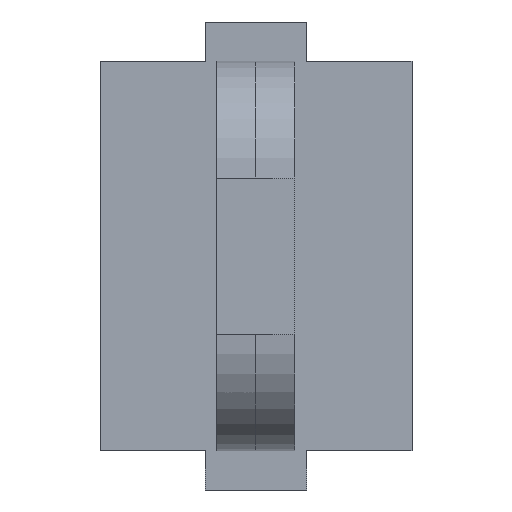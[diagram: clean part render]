
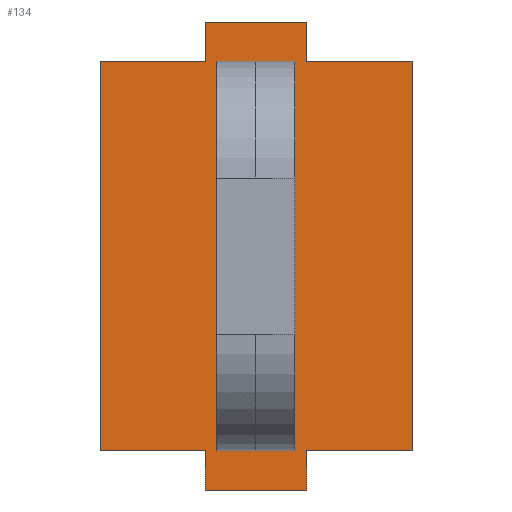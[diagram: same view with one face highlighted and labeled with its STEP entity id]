
A CAD part, left-side view. The second image highlights one B-rep face of the part: STEP entity #134.
In plain terms, the highlighted planar face has unit normal (-1, 0, 0).
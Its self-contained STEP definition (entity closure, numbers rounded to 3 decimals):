
#6 = LINE ( 'NONE', #537, #452 ) ;
#16 = CARTESIAN_POINT ( 'NONE',  ( -100., 10., -50. ) ) ;
#31 = DIRECTION ( 'NONE',  ( 0., 0., 1. ) ) ;
#37 = DIRECTION ( 'NONE',  ( 0., 0., -1. ) ) ;
#42 = CARTESIAN_POINT ( 'NONE',  ( -100., 0., -50. ) ) ;
#52 = VECTOR ( 'NONE', #245, 1000. ) ;
#58 = DIRECTION ( 'NONE',  ( 0., 1., 0. ) ) ;
#63 = CARTESIAN_POINT ( 'NONE',  ( -100., -13., 60. ) ) ;
#64 = VECTOR ( 'NONE', #768, 1000. ) ;
#74 = CARTESIAN_POINT ( 'NONE',  ( -100., 13., 60. ) ) ;
#76 = VECTOR ( 'NONE', #192, 1000. ) ;
#108 = CARTESIAN_POINT ( 'NONE',  ( -100., 10., -50. ) ) ;
#111 = EDGE_CURVE ( 'NONE', #652, #829, #165, .T. ) ;
#112 = CARTESIAN_POINT ( 'NONE',  ( -100., -10., -50. ) ) ;
#113 = VERTEX_POINT ( 'NONE', #641 ) ;
#122 = ORIENTED_EDGE ( 'NONE', *, *, #369, .F. ) ;
#133 = ORIENTED_EDGE ( 'NONE', *, *, #404, .F. ) ;
#134 = ADVANCED_FACE ( 'NONE', ( #488, #689 ), #236, .F. ) ;
#136 = VECTOR ( 'NONE', #550, 1000. ) ;
#143 = LINE ( 'NONE', #385, #780 ) ;
#150 = VERTEX_POINT ( 'NONE', #240 ) ;
#165 = LINE ( 'NONE', #166, #52 ) ;
#166 = CARTESIAN_POINT ( 'NONE',  ( -100., 10., 50. ) ) ;
#167 = ORIENTED_EDGE ( 'NONE', *, *, #755, .F. ) ;
#183 = ORIENTED_EDGE ( 'NONE', *, *, #421, .F. ) ;
#185 = LINE ( 'NONE', #739, #501 ) ;
#192 = DIRECTION ( 'NONE',  ( 0., 0., 1. ) ) ;
#195 = VERTEX_POINT ( 'NONE', #567 ) ;
#199 = EDGE_CURVE ( 'NONE', #399, #652, #736, .T. ) ;
#204 = CARTESIAN_POINT ( 'NONE',  ( -100., -13., 60. ) ) ;
#209 = CARTESIAN_POINT ( 'NONE',  ( -100., -10., -50. ) ) ;
#213 = EDGE_LOOP ( 'NONE', ( #183, #758, #531, #364, #310, #281, #376, #764, #741, #448, #573, #122 ) ) ;
#215 = EDGE_CURVE ( 'NONE', #150, #598, #717, .T. ) ;
#220 = EDGE_LOOP ( 'NONE', ( #543, #378, #133, #167 ) ) ;
#228 = LINE ( 'NONE', #112, #64 ) ;
#236 = PLANE ( 'NONE',  #599 ) ;
#237 = CARTESIAN_POINT ( 'NONE',  ( -100., 13., -50. ) ) ;
#240 = CARTESIAN_POINT ( 'NONE',  ( -100., -13., 50. ) ) ;
#245 = DIRECTION ( 'NONE',  ( 0., 1., 0. ) ) ;
#260 = CARTESIAN_POINT ( 'NONE',  ( -100., 13., -60. ) ) ;
#278 = EDGE_CURVE ( 'NONE', #195, #150, #806, .T. ) ;
#281 = ORIENTED_EDGE ( 'NONE', *, *, #831, .T. ) ;
#309 = DIRECTION ( 'NONE',  ( 0., 0., -1. ) ) ;
#310 = ORIENTED_EDGE ( 'NONE', *, *, #608, .T. ) ;
#319 = VERTEX_POINT ( 'NONE', #260 ) ;
#328 = DIRECTION ( 'NONE',  ( 0., 0., -1. ) ) ;
#337 = EDGE_CURVE ( 'NONE', #757, #319, #6, .T. ) ;
#343 = CARTESIAN_POINT ( 'NONE',  ( -100., -13., -60. ) ) ;
#347 = CARTESIAN_POINT ( 'NONE',  ( -100., 13., -60. ) ) ;
#364 = ORIENTED_EDGE ( 'NONE', *, *, #411, .T. ) ;
#369 = EDGE_CURVE ( 'NONE', #113, #829, #432, .T. ) ;
#371 = CARTESIAN_POINT ( 'NONE',  ( -100., -40., -50. ) ) ;
#376 = ORIENTED_EDGE ( 'NONE', *, *, #215, .F. ) ;
#378 = ORIENTED_EDGE ( 'NONE', *, *, #473, .T. ) ;
#380 = EDGE_CURVE ( 'NONE', #399, #195, #772, .T. ) ;
#383 = VERTEX_POINT ( 'NONE', #395 ) ;
#385 = CARTESIAN_POINT ( 'NONE',  ( -100., 10., -50. ) ) ;
#388 = VECTOR ( 'NONE', #481, 1000. ) ;
#395 = CARTESIAN_POINT ( 'NONE',  ( -100., -13., -50. ) ) ;
#399 = VERTEX_POINT ( 'NONE', #74 ) ;
#404 = EDGE_CURVE ( 'NONE', #494, #482, #185, .T. ) ;
#407 = VERTEX_POINT ( 'NONE', #804 ) ;
#409 = DIRECTION ( 'NONE',  ( 0., -1., 0. ) ) ;
#411 = EDGE_CURVE ( 'NONE', #757, #383, #529, .T. ) ;
#412 = VECTOR ( 'NONE', #544, 1000. ) ;
#419 = CARTESIAN_POINT ( 'NONE',  ( -100., -10., 50. ) ) ;
#421 = EDGE_CURVE ( 'NONE', #712, #113, #547, .T. ) ;
#428 = VERTEX_POINT ( 'NONE', #799 ) ;
#432 = LINE ( 'NONE', #463, #76 ) ;
#448 = ORIENTED_EDGE ( 'NONE', *, *, #199, .T. ) ;
#451 = LINE ( 'NONE', #474, #388 ) ;
#452 = VECTOR ( 'NONE', #58, 1000. ) ;
#463 = CARTESIAN_POINT ( 'NONE',  ( -100., 40., -50. ) ) ;
#473 = EDGE_CURVE ( 'NONE', #428, #482, #451, .T. ) ;
#474 = CARTESIAN_POINT ( 'NONE',  ( -100., -13., 50. ) ) ;
#481 = DIRECTION ( 'NONE',  ( 0., -1., 0. ) ) ;
#482 = VERTEX_POINT ( 'NONE', #419 ) ;
#488 = FACE_OUTER_BOUND ( 'NONE', #213, .T. ) ;
#489 = LINE ( 'NONE', #647, #816 ) ;
#492 = LINE ( 'NONE', #42, #784 ) ;
#493 = CARTESIAN_POINT ( 'NONE',  ( -100., -40., 50. ) ) ;
#494 = VERTEX_POINT ( 'NONE', #209 ) ;
#500 = EDGE_CURVE ( 'NONE', #319, #712, #707, .T. ) ;
#501 = VECTOR ( 'NONE', #681, 1000. ) ;
#512 = DIRECTION ( 'NONE',  ( 1., 0., 0. ) ) ;
#515 = DIRECTION ( 'NONE',  ( 0., -1., 0. ) ) ;
#528 = CARTESIAN_POINT ( 'NONE',  ( -100., 40., 50. ) ) ;
#529 = LINE ( 'NONE', #343, #725 ) ;
#530 = VECTOR ( 'NONE', #409, 1000. ) ;
#531 = ORIENTED_EDGE ( 'NONE', *, *, #337, .F. ) ;
#533 = CARTESIAN_POINT ( 'NONE',  ( -100., -10., 50. ) ) ;
#537 = CARTESIAN_POINT ( 'NONE',  ( -100., 13., -60. ) ) ;
#543 = ORIENTED_EDGE ( 'NONE', *, *, #648, .T. ) ;
#544 = DIRECTION ( 'NONE',  ( 0., 1., 0. ) ) ;
#547 = LINE ( 'NONE', #16, #412 ) ;
#548 = VECTOR ( 'NONE', #37, 1000. ) ;
#550 = DIRECTION ( 'NONE',  ( 0., 0., 1. ) ) ;
#567 = CARTESIAN_POINT ( 'NONE',  ( -100., -13., 60. ) ) ;
#573 = ORIENTED_EDGE ( 'NONE', *, *, #111, .T. ) ;
#577 = CARTESIAN_POINT ( 'NONE',  ( -100., 13., 50. ) ) ;
#598 = VERTEX_POINT ( 'NONE', #493 ) ;
#599 = AXIS2_PLACEMENT_3D ( 'NONE', #108, #512, #309 ) ;
#606 = VECTOR ( 'NONE', #328, 1000. ) ;
#608 = EDGE_CURVE ( 'NONE', #383, #611, #228, .T. ) ;
#611 = VERTEX_POINT ( 'NONE', #371 ) ;
#641 = CARTESIAN_POINT ( 'NONE',  ( -100., 40., -50. ) ) ;
#647 = CARTESIAN_POINT ( 'NONE',  ( -100., -40., -50. ) ) ;
#648 = EDGE_CURVE ( 'NONE', #407, #428, #143, .T. ) ;
#652 = VERTEX_POINT ( 'NONE', #577 ) ;
#670 = VECTOR ( 'NONE', #785, 1000. ) ;
#681 = DIRECTION ( 'NONE',  ( 0., 0., 1. ) ) ;
#689 = FACE_BOUND ( 'NONE', #220, .T. ) ;
#703 = CARTESIAN_POINT ( 'NONE',  ( -100., -13., -60. ) ) ;
#707 = LINE ( 'NONE', #347, #136 ) ;
#712 = VERTEX_POINT ( 'NONE', #237 ) ;
#717 = LINE ( 'NONE', #533, #670 ) ;
#721 = DIRECTION ( 'NONE',  ( 0., 0., 1. ) ) ;
#725 = VECTOR ( 'NONE', #733, 1000. ) ;
#733 = DIRECTION ( 'NONE',  ( 0., 0., 1. ) ) ;
#736 = LINE ( 'NONE', #832, #548 ) ;
#739 = CARTESIAN_POINT ( 'NONE',  ( -100., -10., -50. ) ) ;
#741 = ORIENTED_EDGE ( 'NONE', *, *, #380, .F. ) ;
#755 = EDGE_CURVE ( 'NONE', #407, #494, #492, .T. ) ;
#757 = VERTEX_POINT ( 'NONE', #703 ) ;
#758 = ORIENTED_EDGE ( 'NONE', *, *, #500, .F. ) ;
#764 = ORIENTED_EDGE ( 'NONE', *, *, #278, .F. ) ;
#768 = DIRECTION ( 'NONE',  ( 0., -1., 0. ) ) ;
#772 = LINE ( 'NONE', #204, #530 ) ;
#780 = VECTOR ( 'NONE', #31, 1000. ) ;
#784 = VECTOR ( 'NONE', #515, 1000. ) ;
#785 = DIRECTION ( 'NONE',  ( 0., -1., 0. ) ) ;
#799 = CARTESIAN_POINT ( 'NONE',  ( -100., 10., 50. ) ) ;
#804 = CARTESIAN_POINT ( 'NONE',  ( -100., 10., -50. ) ) ;
#806 = LINE ( 'NONE', #63, #606 ) ;
#816 = VECTOR ( 'NONE', #721, 1000. ) ;
#829 = VERTEX_POINT ( 'NONE', #528 ) ;
#831 = EDGE_CURVE ( 'NONE', #611, #598, #489, .T. ) ;
#832 = CARTESIAN_POINT ( 'NONE',  ( -100., 13., 60. ) ) ;
